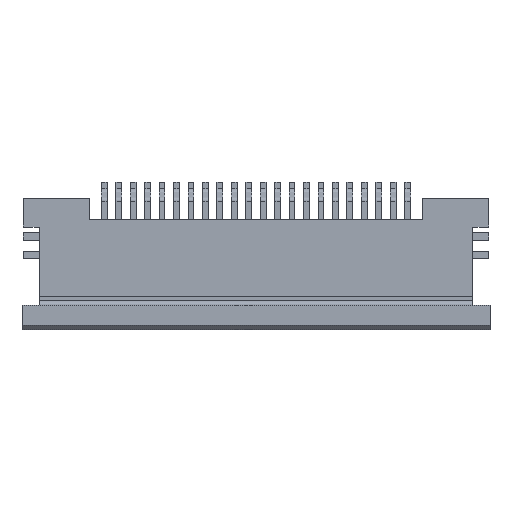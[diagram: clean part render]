
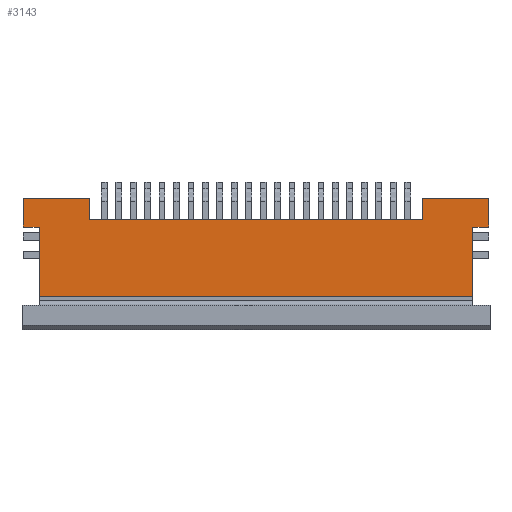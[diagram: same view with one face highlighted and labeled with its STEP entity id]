
A CAD part, top view. The second image highlights one B-rep face of the part: STEP entity #3143.
In plain terms, the highlighted planar face has unit normal (0, 0, 1).
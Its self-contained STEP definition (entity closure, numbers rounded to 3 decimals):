
#85 = VECTOR ( 'NONE', #15956, 1000. ) ;
#334 = VERTEX_POINT ( 'NONE', #3107 ) ;
#379 = CARTESIAN_POINT ( 'NONE',  ( -5.75, 1.7, 1.3 ) ) ;
#511 = EDGE_CURVE ( 'NONE', #14170, #12963, #6943, .T. ) ;
#709 = CARTESIAN_POINT ( 'NONE',  ( 7.5, 0.7, 1.3 ) ) ;
#866 = CARTESIAN_POINT ( 'NONE',  ( -7.5, 1.7, 1.3 ) ) ;
#1220 = ORIENTED_EDGE ( 'NONE', *, *, #10297, .F. ) ;
#1432 = AXIS2_PLACEMENT_3D ( 'NONE', #3511, #2093, #15893 ) ;
#1651 = ORIENTED_EDGE ( 'NONE', *, *, #6671, .T. ) ;
#1845 = FACE_OUTER_BOUND ( 'NONE', #3246, .T. ) ;
#1973 = LINE ( 'NONE', #709, #4772 ) ;
#2093 = DIRECTION ( 'NONE',  ( 0., 0., 1. ) ) ;
#2112 = VECTOR ( 'NONE', #11578, 1000. ) ;
#2151 = EDGE_CURVE ( 'NONE', #5655, #8269, #7064, .T. ) ;
#2374 = EDGE_CURVE ( 'NONE', #3785, #11211, #8369, .T. ) ;
#2607 = DIRECTION ( 'NONE',  ( -1., 0., 0. ) ) ;
#2690 = CARTESIAN_POINT ( 'NONE',  ( -7.5, 0.7, 1.3 ) ) ;
#3107 = CARTESIAN_POINT ( 'NONE',  ( 7.5, 0.7, 1.3 ) ) ;
#3143 = ADVANCED_FACE ( 'NONE', ( #1845 ), #12017, .T. ) ;
#3246 = EDGE_LOOP ( 'NONE', ( #12563, #8051, #1220, #1651, #10609, #8670, #11996, #15779, #11225, #6583, #12127, #9361 ) ) ;
#3511 = CARTESIAN_POINT ( 'NONE',  ( 0., 0., 1.3 ) ) ;
#3627 = LINE ( 'NONE', #866, #15647 ) ;
#3666 = VERTEX_POINT ( 'NONE', #379 ) ;
#3785 = VERTEX_POINT ( 'NONE', #2690 ) ;
#4182 = LINE ( 'NONE', #7942, #8249 ) ;
#4219 = CARTESIAN_POINT ( 'NONE',  ( -5.75, 0.95, 1.3 ) ) ;
#4250 = CARTESIAN_POINT ( 'NONE',  ( -7.5, 0.7, 1.3 ) ) ;
#4394 = VERTEX_POINT ( 'NONE', #4219 ) ;
#4536 = CARTESIAN_POINT ( 'NONE',  ( -7.5, 1.7, 1.3 ) ) ;
#4633 = DIRECTION ( 'NONE',  ( 0., -1., 0. ) ) ;
#4772 = VECTOR ( 'NONE', #14688, 1000. ) ;
#4826 = CARTESIAN_POINT ( 'NONE',  ( 8.05, 1.7, 1.3 ) ) ;
#4936 = VECTOR ( 'NONE', #15789, 1000. ) ;
#5655 = VERTEX_POINT ( 'NONE', #6361 ) ;
#5676 = LINE ( 'NONE', #4250, #4936 ) ;
#6026 = EDGE_CURVE ( 'NONE', #334, #9853, #1973, .T. ) ;
#6250 = EDGE_CURVE ( 'NONE', #9853, #9676, #9242, .T. ) ;
#6361 = CARTESIAN_POINT ( 'NONE',  ( -8.05, 1.7, 1.3 ) ) ;
#6583 = ORIENTED_EDGE ( 'NONE', *, *, #6026, .T. ) ;
#6671 = EDGE_CURVE ( 'NONE', #3666, #5655, #3627, .T. ) ;
#6813 = LINE ( 'NONE', #9709, #10392 ) ;
#6943 = LINE ( 'NONE', #12014, #12226 ) ;
#7064 = LINE ( 'NONE', #9723, #14810 ) ;
#7141 = VECTOR ( 'NONE', #13447, 1000. ) ;
#7942 = CARTESIAN_POINT ( 'NONE',  ( -5.75, 2.45, 1.3 ) ) ;
#8051 = ORIENTED_EDGE ( 'NONE', *, *, #11716, .F. ) ;
#8066 = DIRECTION ( 'NONE',  ( 1., 0., 0. ) ) ;
#8249 = VECTOR ( 'NONE', #13103, 1000. ) ;
#8269 = VERTEX_POINT ( 'NONE', #12045 ) ;
#8369 = LINE ( 'NONE', #4536, #7141 ) ;
#8499 = EDGE_CURVE ( 'NONE', #8269, #3785, #5676, .T. ) ;
#8670 = ORIENTED_EDGE ( 'NONE', *, *, #8499, .T. ) ;
#8955 = CARTESIAN_POINT ( 'NONE',  ( 7.5, -1.7, 1.3 ) ) ;
#9185 = CARTESIAN_POINT ( 'NONE',  ( 5.75, 1.7, 1.3 ) ) ;
#9242 = LINE ( 'NONE', #15304, #2112 ) ;
#9361 = ORIENTED_EDGE ( 'NONE', *, *, #11499, .T. ) ;
#9676 = VERTEX_POINT ( 'NONE', #4826 ) ;
#9709 = CARTESIAN_POINT ( 'NONE',  ( -7.5, -1.7, 1.3 ) ) ;
#9723 = CARTESIAN_POINT ( 'NONE',  ( -8.05, 1.7, 1.3 ) ) ;
#9826 = LINE ( 'NONE', #12313, #85 ) ;
#9853 = VERTEX_POINT ( 'NONE', #12611 ) ;
#10297 = EDGE_CURVE ( 'NONE', #3666, #4394, #4182, .T. ) ;
#10392 = VECTOR ( 'NONE', #13537, 1000. ) ;
#10609 = ORIENTED_EDGE ( 'NONE', *, *, #2151, .T. ) ;
#10747 = CARTESIAN_POINT ( 'NONE',  ( -7.5, 1.7, 1.3 ) ) ;
#11024 = EDGE_CURVE ( 'NONE', #14466, #334, #9826, .T. ) ;
#11211 = VERTEX_POINT ( 'NONE', #11382 ) ;
#11225 = ORIENTED_EDGE ( 'NONE', *, *, #11024, .T. ) ;
#11382 = CARTESIAN_POINT ( 'NONE',  ( -7.5, -1.7, 1.3 ) ) ;
#11499 = EDGE_CURVE ( 'NONE', #9676, #12963, #14570, .T. ) ;
#11578 = DIRECTION ( 'NONE',  ( 0., 1., 0. ) ) ;
#11648 = LINE ( 'NONE', #13314, #12074 ) ;
#11716 = EDGE_CURVE ( 'NONE', #4394, #14170, #11648, .T. ) ;
#11996 = ORIENTED_EDGE ( 'NONE', *, *, #2374, .T. ) ;
#12014 = CARTESIAN_POINT ( 'NONE',  ( 5.75, 2.45, 1.3 ) ) ;
#12017 = PLANE ( 'NONE',  #1432 ) ;
#12045 = CARTESIAN_POINT ( 'NONE',  ( -8.05, 0.7, 1.3 ) ) ;
#12074 = VECTOR ( 'NONE', #8066, 1000. ) ;
#12127 = ORIENTED_EDGE ( 'NONE', *, *, #6250, .T. ) ;
#12226 = VECTOR ( 'NONE', #14572, 1000. ) ;
#12313 = CARTESIAN_POINT ( 'NONE',  ( 7.5, 1.7, 1.3 ) ) ;
#12563 = ORIENTED_EDGE ( 'NONE', *, *, #511, .F. ) ;
#12611 = CARTESIAN_POINT ( 'NONE',  ( 8.05, 0.7, 1.3 ) ) ;
#12963 = VERTEX_POINT ( 'NONE', #9185 ) ;
#13103 = DIRECTION ( 'NONE',  ( 0., -1., 0. ) ) ;
#13314 = CARTESIAN_POINT ( 'NONE',  ( -5.75, 0.95, 1.3 ) ) ;
#13447 = DIRECTION ( 'NONE',  ( 0., -1., 0. ) ) ;
#13537 = DIRECTION ( 'NONE',  ( 1., 0., 0. ) ) ;
#14140 = CARTESIAN_POINT ( 'NONE',  ( 5.75, 0.95, 1.3 ) ) ;
#14170 = VERTEX_POINT ( 'NONE', #14140 ) ;
#14466 = VERTEX_POINT ( 'NONE', #8955 ) ;
#14570 = LINE ( 'NONE', #10747, #14684 ) ;
#14572 = DIRECTION ( 'NONE',  ( 0., 1., 0. ) ) ;
#14684 = VECTOR ( 'NONE', #2607, 1000. ) ;
#14688 = DIRECTION ( 'NONE',  ( 1., 0., 0. ) ) ;
#14810 = VECTOR ( 'NONE', #4633, 1000. ) ;
#15304 = CARTESIAN_POINT ( 'NONE',  ( 8.05, 1.7, 1.3 ) ) ;
#15647 = VECTOR ( 'NONE', #16208, 1000. ) ;
#15779 = ORIENTED_EDGE ( 'NONE', *, *, #16007, .T. ) ;
#15789 = DIRECTION ( 'NONE',  ( 1., 0., 0. ) ) ;
#15893 = DIRECTION ( 'NONE',  ( 1., 0., 0. ) ) ;
#15956 = DIRECTION ( 'NONE',  ( 0., 1., 0. ) ) ;
#16007 = EDGE_CURVE ( 'NONE', #11211, #14466, #6813, .T. ) ;
#16208 = DIRECTION ( 'NONE',  ( -1., 0., 0. ) ) ;
